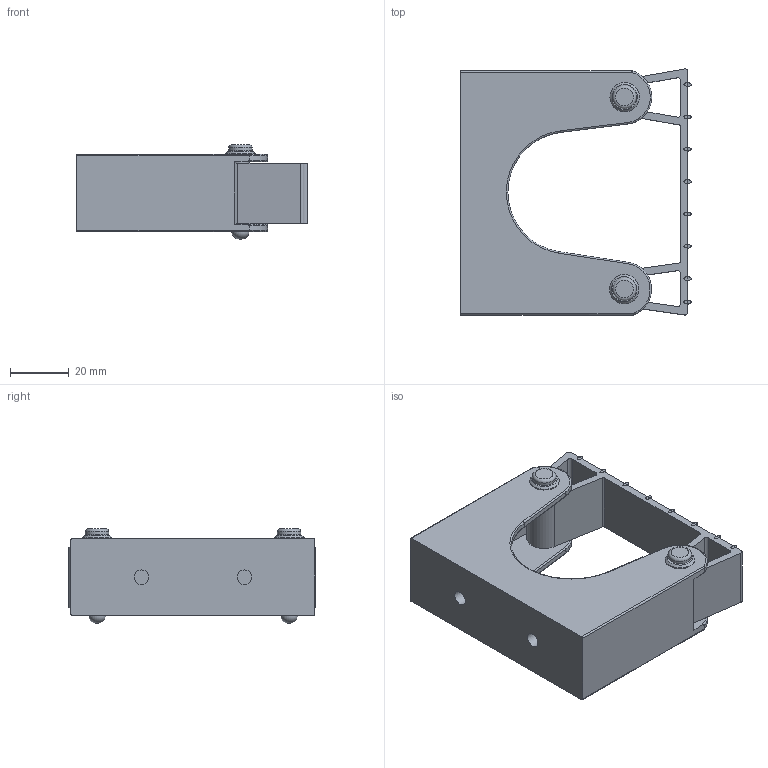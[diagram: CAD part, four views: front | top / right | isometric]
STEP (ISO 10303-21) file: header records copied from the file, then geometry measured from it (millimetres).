
FILE_DESCRIPTION(('HOOPS Exchange Step'),'2;1');
FILE_NAME('temp_export','2021-03-09T15:35:12-06:00',('mobile'),('Shapr3D Limited'),'HOOPS Exchange 2020.2','Shapr3D','Authorized');
FILE_SCHEMA( ('AP203_CONFIGURATION_CONTROLLED_3D_DESIGN_OF_MECHANICAL_PARTS_AND_ASSEMBLIES_MIM_LF') );
Length unit declared in the file: millimetre
Products named in the file (5): 0; B183E9A9-4A6C-4EDD-B693-350E9EA2CE09.tmp
Assembly tree (4 placements, depth 2):
  B183E9A9-4A6C-4EDD-B693-350E9EA2CE09.tmp
    0
    0
    0
    0
Bounding box: 78.32 x 83.66 x 32 mm (x, y, z)
Volume: 40129.5 mm3; surface area: 34042.2 mm2
Topology: 16 solids, 16 shells, 154 faces, 356 edges, 238 vertices
Faces by surface type: plane 66, cylinder 54, torus 22, extrusion 8, cone 4
Full cylindrical faces by diameter (mm): 5 x2, 5.864 x4, 6 x6, 6.4 x2, 8 x2, 10 x2
Entity records: 4807 total; most frequent: CARTESIAN_POINT 919, DIRECTION 876, ORIENTED_EDGE 712, AXIS2_PLACEMENT_3D 359, EDGE_CURVE 356, VERTEX_POINT 238, EDGE_LOOP 182, FACE_BOUND 182
